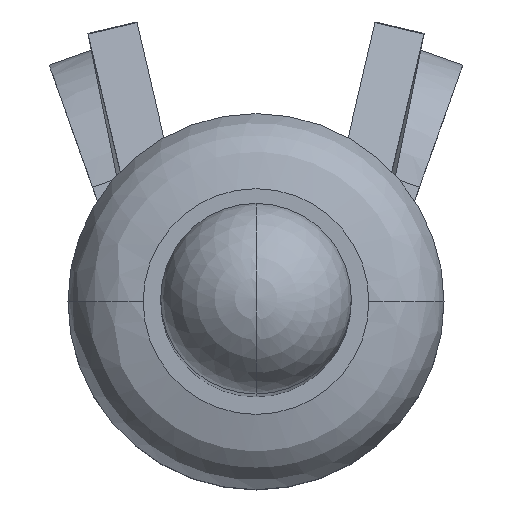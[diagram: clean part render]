
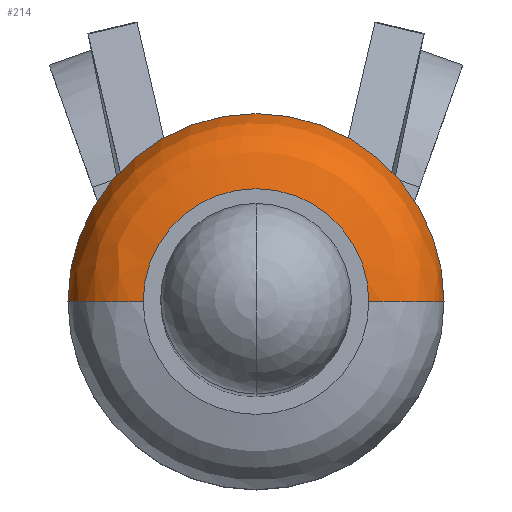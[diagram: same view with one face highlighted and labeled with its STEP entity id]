
A CAD part, top view. The second image highlights one B-rep face of the part: STEP entity #214.
In plain terms, the highlighted free-form (B-spline) face has degree [2, 2] with [5, 7] control points.
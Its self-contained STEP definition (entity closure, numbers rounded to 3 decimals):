
#73=(
BOUNDED_SURFACE()
B_SPLINE_SURFACE(2,2,((#2493,#2494,#2495,#2496,#2497,#2498,#2499),(#2500,
#2501,#2502,#2503,#2504,#2505,#2506),(#2507,#2508,#2509,#2510,#2511,#2512,
#2513),(#2514,#2515,#2516,#2517,#2518,#2519,#2520),(#2521,#2522,#2523,#2524,
#2525,#2526,#2527)),.UNSPECIFIED.,.F.,.F.,.F.)
B_SPLINE_SURFACE_WITH_KNOTS((3,2,3),(3,2,2,3),(0.,0.769,1.),
(0.,0.451,0.902,1.),.UNSPECIFIED.)
GEOMETRIC_REPRESENTATION_ITEM()
RATIONAL_B_SPLINE_SURFACE(((1.,0.707,1.,0.707,1.,
0.936,0.9),(0.707,0.5,0.707,
0.5,0.707,0.662,0.637),(1.,0.707,
1.,0.707,1.,0.936,0.9),(0.912,
0.645,0.912,0.645,0.912,
0.854,0.821),(0.877,0.62,
0.877,0.62,0.877,0.821,0.79)))
REPRESENTATION_ITEM('')
SURFACE()
);
#214=ADVANCED_FACE('',(#331),#73,.T.);
#331=FACE_OUTER_BOUND('',#418,.T.);
#418=EDGE_LOOP('',(#576,#577,#578,#579));
#576=ORIENTED_EDGE('',*,*,#1072,.T.);
#577=ORIENTED_EDGE('',*,*,#1073,.T.);
#578=ORIENTED_EDGE('',*,*,#1074,.T.);
#579=ORIENTED_EDGE('',*,*,#1071,.F.);
#924=VERTEX_POINT('',#2481);
#925=VERTEX_POINT('',#2483);
#926=VERTEX_POINT('',#2489);
#927=VERTEX_POINT('',#2491);
#1071=EDGE_CURVE('',#924,#925,#1250,.T.);
#1072=EDGE_CURVE('',#924,#926,#1251,.T.);
#1073=EDGE_CURVE('',#926,#927,#1252,.T.);
#1074=EDGE_CURVE('',#927,#925,#1253,.T.);
#1250=CIRCLE('',#1884,0.75);
#1251=CIRCLE('',#1886,0.3);
#1252=CIRCLE('',#1887,0.45);
#1253=CIRCLE('',#1888,0.3);
#1884=AXIS2_PLACEMENT_3D('',#2486,#2063,#2064);
#1886=AXIS2_PLACEMENT_3D('',#2488,#2067,#2068);
#1887=AXIS2_PLACEMENT_3D('',#2490,#2069,#2070);
#1888=AXIS2_PLACEMENT_3D('',#2492,#2071,#2072);
#2063=DIRECTION('',(0.,0.,-1.));
#2064=DIRECTION('',(-1.,0.,0.));
#2067=DIRECTION('',(0.,1.,0.));
#2068=DIRECTION('',(-1.,0.,0.));
#2069=DIRECTION('',(0.,0.,-1.));
#2070=DIRECTION('',(-1.,0.,0.));
#2071=DIRECTION('',(0.,1.,0.));
#2072=DIRECTION('',(0.,0.,1.));
#2481=CARTESIAN_POINT('',(-0.75,0.696,6.554));
#2483=CARTESIAN_POINT('',(0.75,0.696,6.554));
#2486=CARTESIAN_POINT('',(0.,0.696,6.554));
#2488=CARTESIAN_POINT('',(-0.45,0.696,6.554));
#2489=CARTESIAN_POINT('',(-0.45,0.696,6.854));
#2490=CARTESIAN_POINT('',(0.,0.696,6.854));
#2491=CARTESIAN_POINT('',(0.45,0.696,6.854));
#2492=CARTESIAN_POINT('',(0.45,0.696,6.554));
#2493=CARTESIAN_POINT('',(-0.75,0.675,6.554));
#2494=CARTESIAN_POINT('',(-0.77,1.425,6.554));
#2495=CARTESIAN_POINT('',(-0.021,1.446,6.554));
#2496=CARTESIAN_POINT('',(0.729,1.466,6.554));
#2497=CARTESIAN_POINT('',(0.75,0.717,6.554));
#2498=CARTESIAN_POINT('',(0.753,0.593,6.554));
#2499=CARTESIAN_POINT('',(0.717,0.476,6.554));
#2500=CARTESIAN_POINT('',(-0.75,0.675,6.854));
#2501=CARTESIAN_POINT('',(-0.77,1.425,6.854));
#2502=CARTESIAN_POINT('',(-0.021,1.446,6.854));
#2503=CARTESIAN_POINT('',(0.729,1.466,6.854));
#2504=CARTESIAN_POINT('',(0.75,0.717,6.854));
#2505=CARTESIAN_POINT('',(0.753,0.593,6.854));
#2506=CARTESIAN_POINT('',(0.717,0.476,6.854));
#2507=CARTESIAN_POINT('',(-0.45,0.684,6.854));
#2508=CARTESIAN_POINT('',(-0.462,1.134,6.854));
#2509=CARTESIAN_POINT('',(-0.012,1.146,6.854));
#2510=CARTESIAN_POINT('',(0.438,1.158,6.854));
#2511=CARTESIAN_POINT('',(0.45,0.708,6.854));
#2512=CARTESIAN_POINT('',(0.452,0.634,6.854));
#2513=CARTESIAN_POINT('',(0.43,0.564,6.854));
#2514=CARTESIAN_POINT('',(-0.38,0.686,6.854));
#2515=CARTESIAN_POINT('',(-0.39,1.066,6.854));
#2516=CARTESIAN_POINT('',(-0.01,1.076,6.854));
#2517=CARTESIAN_POINT('',(0.37,1.086,6.854));
#2518=CARTESIAN_POINT('',(0.38,0.706,6.854));
#2519=CARTESIAN_POINT('',(0.382,0.644,6.854));
#2520=CARTESIAN_POINT('',(0.363,0.584,6.854));
#2521=CARTESIAN_POINT('',(-0.318,0.687,6.823));
#2522=CARTESIAN_POINT('',(-0.326,1.005,6.823));
#2523=CARTESIAN_POINT('',(-0.009,1.014,6.823));
#2524=CARTESIAN_POINT('',(0.309,1.022,6.823));
#2525=CARTESIAN_POINT('',(0.318,0.705,6.823));
#2526=CARTESIAN_POINT('',(0.319,0.653,6.823));
#2527=CARTESIAN_POINT('',(0.304,0.603,6.823));
